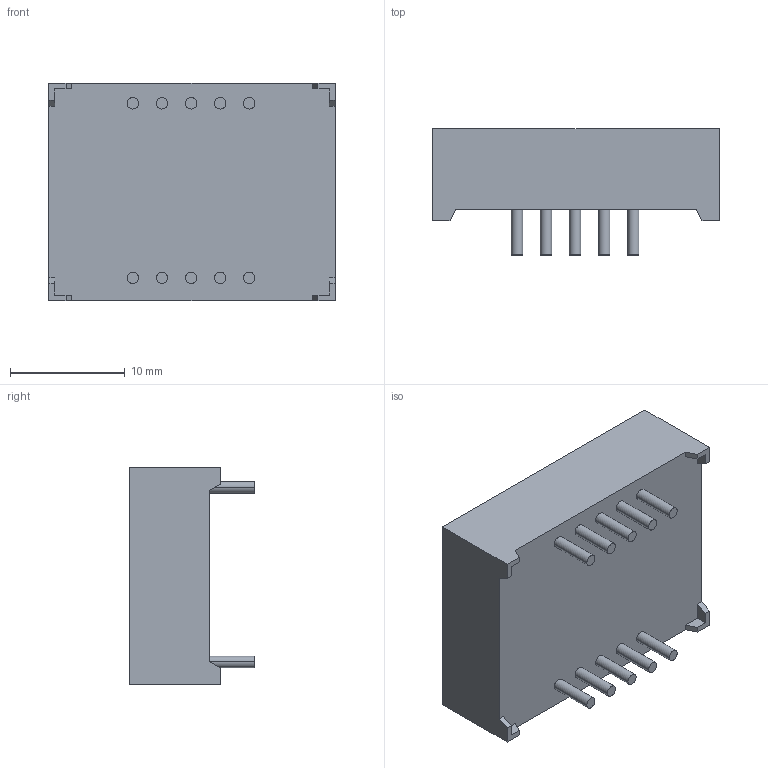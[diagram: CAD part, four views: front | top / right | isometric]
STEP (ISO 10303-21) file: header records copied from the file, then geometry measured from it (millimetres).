
FILE_DESCRIPTION (( 'STEP AP214' ), '1' );
FILE_NAME ('User Library-7SEG 2digit 1925.STEP', '2021-02-26T16:04:37', ( '' ), ( '' ), 'SwSTEP 2.0', 'SolidWorks 2020', '' );
FILE_SCHEMA (( 'AUTOMOTIVE_DESIGN' ));
Length unit declared in the file: millimetre
Products named in the file (1): User Library-7SEG 2digit 1925
Bounding box: 25 x 11 x 19 mm (x, y, z)
Volume: 3350.6 mm3; surface area: 1739.9 mm2
Topology: 1 solids, 1 shells, 146 faces, 354 edges, 236 vertices
Faces by surface type: plane 112, cylinder 34
Entity records: 5369 total; most frequent: CARTESIAN_POINT 737, DIRECTION 716, ORIENTED_EDGE 708, EDGE_CURVE 354, VECTOR 286, LINE 286, VERTEX_POINT 236, AXIS2_PLACEMENT_3D 215
